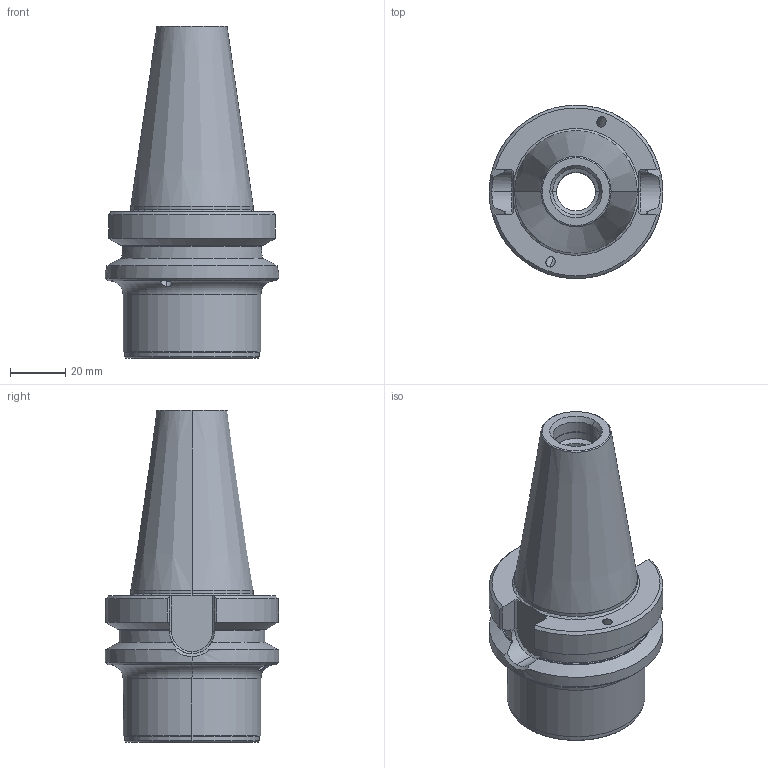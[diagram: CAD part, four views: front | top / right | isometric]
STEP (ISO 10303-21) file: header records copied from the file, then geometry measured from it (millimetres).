
FILE_DESCRIPTION(('no description'),'unknown implementation level');
FILE_NAME('72770B09-5C6B-4CAC-B551-64C4F88D56AF_export.stp',' ',('CIMSOURCE GmbH'),('CADClick - KiM GmbH - www.kimweb.de'),'unknown preprocess','ACIS','unknown authorization');
FILE_SCHEMA(('automotive_design'));
Length unit declared in the file: millimetre
Products named in the file (2): 323.730 Kaiser SK40 BT X CKS5 X 80B|323.730 Kaiser SK40 BT X CKS5 X 80B_Standard;NONE; 323.730 Kaiser SK40 BT X CKS5 X 80B|690.435 Kaiser ETL M10 X 14 CK5_Standard;NONE
Bounding box: 62.98 x 62.98 x 120.4 mm (x, y, z)
Volume: 145324.9 mm3; surface area: 31896.7 mm2
Topology: 2 solids, 2 shells, 193 faces, 474 edges, 287 vertices
Faces by surface type: cylinder 69, plane 56, cone 54, torus 12, bspline 2
Entity records: 12273 total; most frequent: CARTESIAN_POINT 2435, DIRECTION 952, STYLED_ITEM 948, PRESENTATION_STYLE_ASSIGNMENT 948, COLOUR_RGB 948, ORIENTED_EDGE 932, EDGE_CURVE 466, CURVE_STYLE 466
